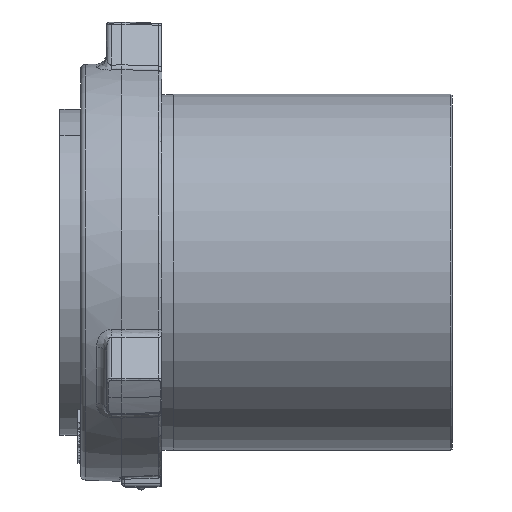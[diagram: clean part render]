
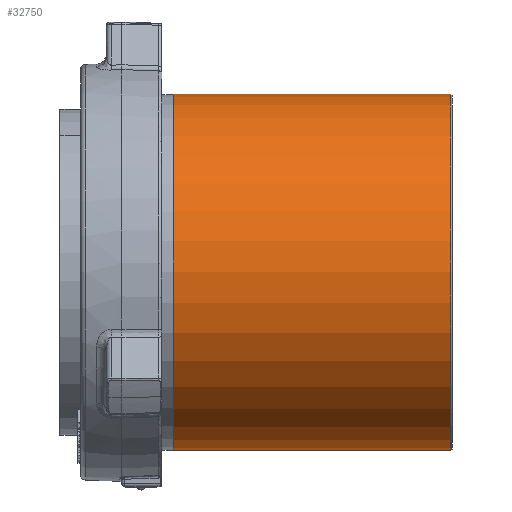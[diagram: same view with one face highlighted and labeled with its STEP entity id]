
A CAD part, left-side view. The second image highlights one B-rep face of the part: STEP entity #32750.
In plain terms, the highlighted cylindrical face has radius 109.537 mm (diameter 219.075 mm), a partial arc.
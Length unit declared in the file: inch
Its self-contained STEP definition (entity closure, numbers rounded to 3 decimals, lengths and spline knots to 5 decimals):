
#1308 = CARTESIAN_POINT ( 'NONE',  ( 0., 0.032, -4.3125 ) ) ;
#4338 = VERTEX_POINT ( 'NONE', #12628 ) ;
#4488 = AXIS2_PLACEMENT_3D ( 'NONE', #18909, #18824, #18768 ) ;
#4889 = ORIENTED_EDGE ( 'NONE', *, *, #22592, .T. ) ;
#8554 = CARTESIAN_POINT ( 'NONE',  ( 0., 6.75, -4.3125 ) ) ;
#12628 = CARTESIAN_POINT ( 'NONE',  ( 0., 6.75, 4.3125 ) ) ;
#14920 = CARTESIAN_POINT ( 'NONE',  ( 0., 0.032, 4.3125 ) ) ;
#17173 = DIRECTION ( 'NONE',  ( 0., 0., -1. ) ) ;
#17218 = DIRECTION ( 'NONE',  ( 0., -1., 0. ) ) ;
#17270 = CARTESIAN_POINT ( 'NONE',  ( 0., 6.75, 0. ) ) ;
#18768 = DIRECTION ( 'NONE',  ( 0., 0., 1. ) ) ;
#18824 = DIRECTION ( 'NONE',  ( 0., 1., 0. ) ) ;
#18909 = CARTESIAN_POINT ( 'NONE',  ( 0., 0.032, 0. ) ) ;
#19830 = VERTEX_POINT ( 'NONE', #14920 ) ;
#20359 = ORIENTED_EDGE ( 'NONE', *, *, #43009, .T. ) ;
#20484 = CIRCLE ( 'NONE', #4488, 4.3125 ) ;
#22592 = EDGE_CURVE ( 'NONE', #23764, #34611, #37020, .T. ) ;
#23764 = VERTEX_POINT ( 'NONE', #8554 ) ;
#24569 = ORIENTED_EDGE ( 'NONE', *, *, #27814, .T. ) ;
#24776 = LINE ( 'NONE', #31418, #25854 ) ;
#25854 = VECTOR ( 'NONE', #30222, 39.37008 ) ;
#27814 = EDGE_CURVE ( 'NONE', #34611, #19830, #20484, .T. ) ;
#27821 = CIRCLE ( 'NONE', #29869, 4.3125 ) ;
#29869 = AXIS2_PLACEMENT_3D ( 'NONE', #17270, #17218, #17173 ) ;
#29872 = DIRECTION ( 'NONE',  ( 0., -1., 0. ) ) ;
#30222 = DIRECTION ( 'NONE',  ( 0., -1., 0. ) ) ;
#31418 = CARTESIAN_POINT ( 'NONE',  ( 0., 8.125, 4.3125 ) ) ;
#32178 = AXIS2_PLACEMENT_3D ( 'NONE', #34662, #29872, #33031 ) ;
#32750 = ADVANCED_FACE ( 'NONE', ( #39608 ), #36422, .T. ) ;
#33031 = DIRECTION ( 'NONE',  ( 0., 0., -1. ) ) ;
#34611 = VERTEX_POINT ( 'NONE', #1308 ) ;
#34662 = CARTESIAN_POINT ( 'NONE',  ( 0., 8.125, 0. ) ) ;
#36422 = CYLINDRICAL_SURFACE ( 'NONE', #32178, 4.3125 ) ;
#36942 = VECTOR ( 'NONE', #42376, 39.37008 ) ;
#37020 = LINE ( 'NONE', #42281, #36942 ) ;
#38694 = EDGE_CURVE ( 'NONE', #4338, #19830, #24776, .T. ) ;
#39608 = FACE_OUTER_BOUND ( 'NONE', #41263, .T. ) ;
#39942 = ORIENTED_EDGE ( 'NONE', *, *, #38694, .F. ) ;
#41263 = EDGE_LOOP ( 'NONE', ( #39942, #20359, #4889, #24569 ) ) ;
#42281 = CARTESIAN_POINT ( 'NONE',  ( 0., 8.125, -4.3125 ) ) ;
#42376 = DIRECTION ( 'NONE',  ( 0., -1., 0. ) ) ;
#43009 = EDGE_CURVE ( 'NONE', #4338, #23764, #27821, .T. ) ;
